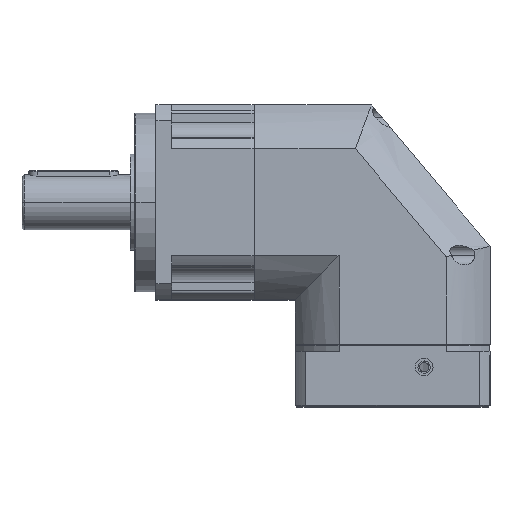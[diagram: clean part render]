
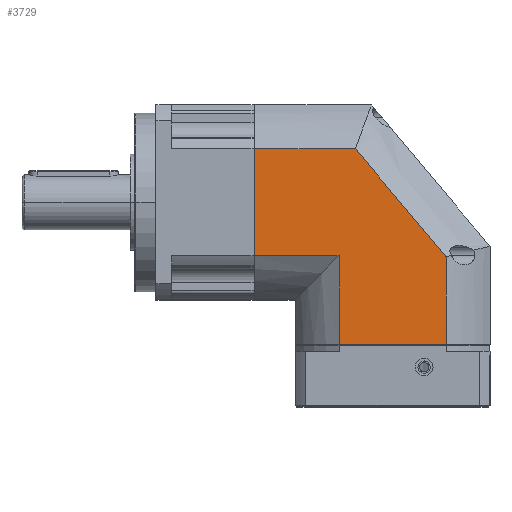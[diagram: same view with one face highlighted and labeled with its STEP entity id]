
A CAD part, top view. The second image highlights one B-rep face of the part: STEP entity #3729.
In plain terms, the highlighted planar face has unit normal (0, 0, 1).
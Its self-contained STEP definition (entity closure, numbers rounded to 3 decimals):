
#1640 = CARTESIAN_POINT ( 'NONE',  ( -85.7, -21.487, 142. ) ) ;
#2629 = CARTESIAN_POINT ( 'NONE',  ( -24.287, -21.487, 142. ) ) ;
#2992 = LINE ( 'NONE', #8910, #21832 ) ;
#3729 = ADVANCED_FACE ( 'NONE', ( #6987 ), #18277, .T. ) ;
#4841 = VERTEX_POINT ( 'NONE', #16100 ) ;
#5544 = LINE ( 'NONE', #14047, #30420 ) ;
#6595 = DIRECTION ( 'NONE',  ( 0., -1., 0. ) ) ;
#6693 = CARTESIAN_POINT ( 'NONE',  ( -85.7, 0., 142. ) ) ;
#6829 = ORIENTED_EDGE ( 'NONE', *, *, #16305, .T. ) ;
#6987 = FACE_OUTER_BOUND ( 'NONE', #16729, .T. ) ;
#7776 = VECTOR ( 'NONE', #25516, 1000. ) ;
#8801 = VECTOR ( 'NONE', #28071, 1000. ) ;
#8838 = DIRECTION ( 'NONE',  ( 1., 0., 0. ) ) ;
#8910 = CARTESIAN_POINT ( 'NONE',  ( 0., -86., 142. ) ) ;
#8972 = EDGE_CURVE ( 'NONE', #23517, #25827, #5544, .T. ) ;
#9707 = VERTEX_POINT ( 'NONE', #22141 ) ;
#11573 = LINE ( 'NONE', #6693, #17360 ) ;
#11829 = VERTEX_POINT ( 'NONE', #18025 ) ;
#12501 = DIRECTION ( 'NONE',  ( 0.972, 0.233, 0. ) ) ;
#12580 = EDGE_CURVE ( 'NONE', #11829, #23517, #2992, .T. ) ;
#12719 = EDGE_CURVE ( 'NONE', #9707, #19107, #11573, .T. ) ;
#12975 = ORIENTED_EDGE ( 'NONE', *, *, #18476, .T. ) ;
#12994 = CARTESIAN_POINT ( 'NONE',  ( 69.672, -18.315, 142. ) ) ;
#13902 = DIRECTION ( 'NONE',  ( 0., 1., 0. ) ) ;
#14047 = CARTESIAN_POINT ( 'NONE',  ( 53.687, 0., 142. ) ) ;
#14488 = LINE ( 'NONE', #25644, #7776 ) ;
#14884 = VERTEX_POINT ( 'NONE', #2629 ) ;
#15108 = VECTOR ( 'NONE', #25769, 1000. ) ;
#15146 = EDGE_CURVE ( 'NONE', #22433, #9707, #14488, .T. ) ;
#15821 = EDGE_CURVE ( 'NONE', #4841, #22433, #15866, .T. ) ;
#15866 = LINE ( 'NONE', #27764, #15108 ) ;
#16088 = EDGE_CURVE ( 'NONE', #4841, #25827, #26219, .T. ) ;
#16100 = CARTESIAN_POINT ( 'NONE',  ( 53.644, -22.163, 142. ) ) ;
#16305 = EDGE_CURVE ( 'NONE', #19107, #14884, #21813, .T. ) ;
#16729 = EDGE_LOOP ( 'NONE', ( #6829, #12975, #21499, #16788, #20043, #26577, #30441, #24716 ) ) ;
#16788 = ORIENTED_EDGE ( 'NONE', *, *, #8972, .T. ) ;
#17360 = VECTOR ( 'NONE', #6595, 1000. ) ;
#17762 = DIRECTION ( 'NONE',  ( 1., 0., 0. ) ) ;
#17855 = DIRECTION ( 'NONE',  ( 0., 0., 1. ) ) ;
#17888 = CARTESIAN_POINT ( 'NONE',  ( 0., 0., 142. ) ) ;
#18025 = CARTESIAN_POINT ( 'NONE',  ( -24.287, -86., 142. ) ) ;
#18277 = PLANE ( 'NONE',  #27218 ) ;
#18476 = EDGE_CURVE ( 'NONE', #14884, #11829, #24181, .T. ) ;
#19107 = VERTEX_POINT ( 'NONE', #1640 ) ;
#20043 = ORIENTED_EDGE ( 'NONE', *, *, #16088, .F. ) ;
#21499 = ORIENTED_EDGE ( 'NONE', *, *, #12580, .T. ) ;
#21813 = LINE ( 'NONE', #26262, #8801 ) ;
#21832 = VECTOR ( 'NONE', #8838, 1000. ) ;
#21880 = CARTESIAN_POINT ( 'NONE',  ( -12.352, 56.487, 142. ) ) ;
#22141 = CARTESIAN_POINT ( 'NONE',  ( -85.7, 56.487, 142. ) ) ;
#22433 = VERTEX_POINT ( 'NONE', #21880 ) ;
#22717 = CARTESIAN_POINT ( 'NONE',  ( -24.287, 0., 142. ) ) ;
#22757 = DIRECTION ( 'NONE',  ( 0., -1., 0. ) ) ;
#23343 = CARTESIAN_POINT ( 'NONE',  ( 53.687, -22.153, 142. ) ) ;
#23517 = VERTEX_POINT ( 'NONE', #28973 ) ;
#24181 = LINE ( 'NONE', #22717, #30291 ) ;
#24716 = ORIENTED_EDGE ( 'NONE', *, *, #12719, .T. ) ;
#25516 = DIRECTION ( 'NONE',  ( -1., 0., 0. ) ) ;
#25644 = CARTESIAN_POINT ( 'NONE',  ( 0., 56.487, 142. ) ) ;
#25769 = DIRECTION ( 'NONE',  ( -0.643, 0.766, 0. ) ) ;
#25827 = VERTEX_POINT ( 'NONE', #23343 ) ;
#26219 = LINE ( 'NONE', #12994, #26950 ) ;
#26262 = CARTESIAN_POINT ( 'NONE',  ( 0., -21.487, 142. ) ) ;
#26577 = ORIENTED_EDGE ( 'NONE', *, *, #15821, .T. ) ;
#26950 = VECTOR ( 'NONE', #12501, 1000. ) ;
#27218 = AXIS2_PLACEMENT_3D ( 'NONE', #17888, #17855, #17762 ) ;
#27764 = CARTESIAN_POINT ( 'NONE',  ( 53.644, -22.163, 142. ) ) ;
#28071 = DIRECTION ( 'NONE',  ( 1., 0., 0. ) ) ;
#28973 = CARTESIAN_POINT ( 'NONE',  ( 53.687, -86., 142. ) ) ;
#30291 = VECTOR ( 'NONE', #22757, 1000. ) ;
#30420 = VECTOR ( 'NONE', #13902, 1000. ) ;
#30441 = ORIENTED_EDGE ( 'NONE', *, *, #15146, .T. ) ;
